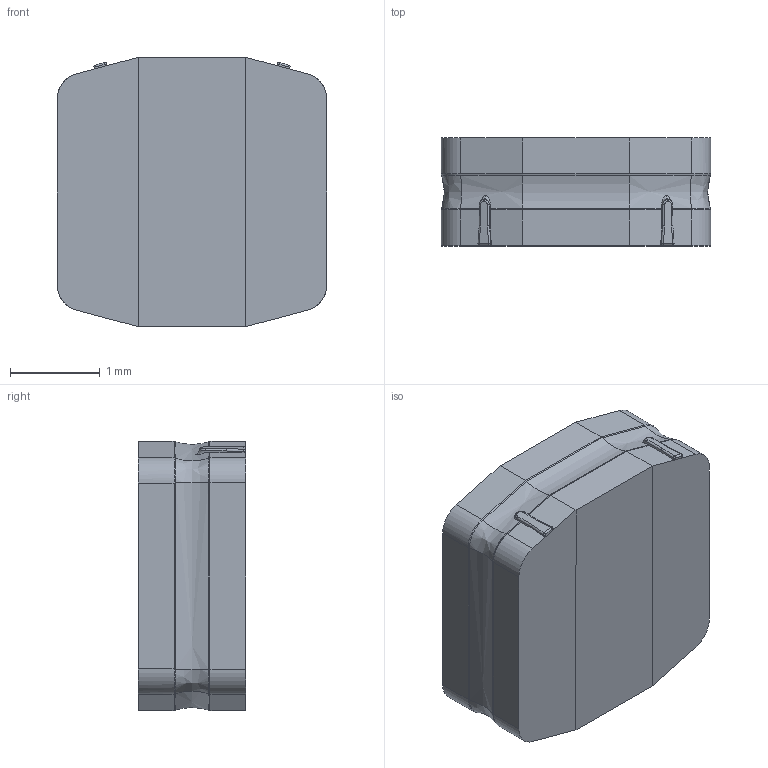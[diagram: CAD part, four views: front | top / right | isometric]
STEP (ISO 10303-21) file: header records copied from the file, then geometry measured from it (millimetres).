
FILE_DESCRIPTION (( 'STEP AP214' ), '1' );
FILE_NAME ('VLS3012HBX-4R7M.STEP', '2024-06-07T07:15:52', ( 'LENOVO' ), ( '' ), 'SwSTEP 2.0', 'SolidWorks 2021', '' );
FILE_SCHEMA (( 'AUTOMOTIVE_DESIGN' ));
Length unit declared in the file: millimetre
Products named in the file (1): VLS3012HBX-4R7M
Bounding box: 3 x 1.2 x 3 mm (x, y, z)
Volume: 10.1 mm3; surface area: 45.7 mm2
Topology: 34 solids, 34 shells, 307 faces, 624 edges, 410 vertices
Faces by surface type: cylinder 142, plane 133, bspline 24, sphere 8
Entity records: 9505 total; most frequent: CARTESIAN_POINT 2670, DIRECTION 1392, ORIENTED_EDGE 1240, EDGE_CURVE 620, AXIS2_PLACEMENT_3D 570, VERTEX_POINT 410, EDGE_LOOP 336, FACE_OUTER_BOUND 307
